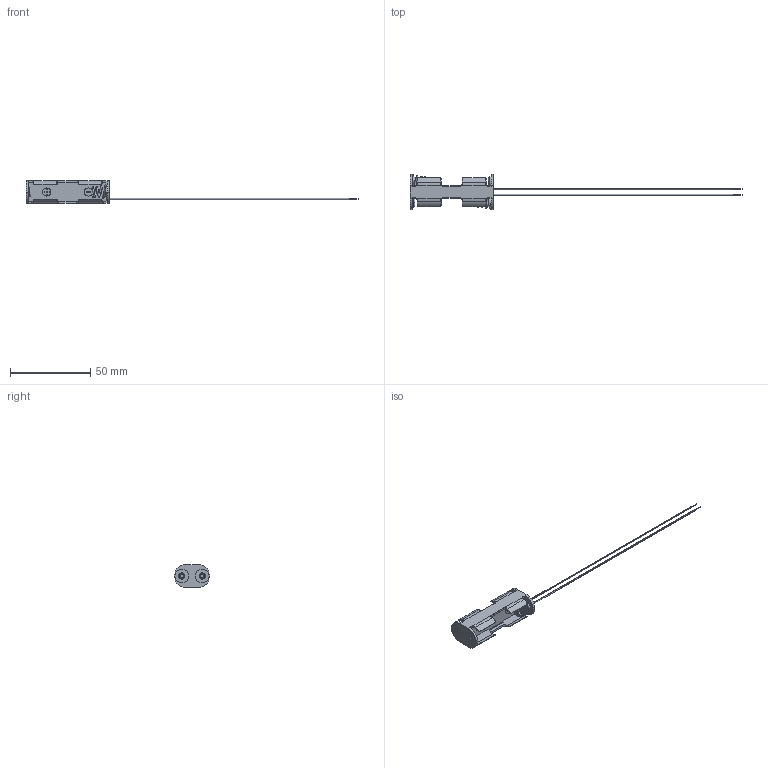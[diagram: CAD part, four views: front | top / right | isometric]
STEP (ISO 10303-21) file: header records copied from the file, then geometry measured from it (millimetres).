
FILE_DESCRIPTION (( 'STEP AP214' ), '1' );
FILE_NAME ('BC22AAAW.STEP', '2019-11-22T17:47:35', ( '' ), ( '' ), 'SwSTEP 2.0', 'SolidWorks 2016', '' );
FILE_SCHEMA (( 'AUTOMOTIVE_DESIGN' ));
Length unit declared in the file: millimetre
Products named in the file (1): BC22AAAW
Bounding box: 206.8 x 22 x 14 mm (x, y, z)
Volume: 3292.7 mm3; surface area: 7698.1 mm2
Topology: 9 solids, 9 shells, 489 faces, 1167 edges, 723 vertices
Faces by surface type: cylinder 185, plane 152, torus 112, bspline 40
Entity records: 18778 total; most frequent: CARTESIAN_POINT 7236, DIRECTION 2533, ORIENTED_EDGE 2326, EDGE_CURVE 1163, AXIS2_PLACEMENT_3D 1040, VERTEX_POINT 721, CIRCLE 592, EDGE_LOOP 534
